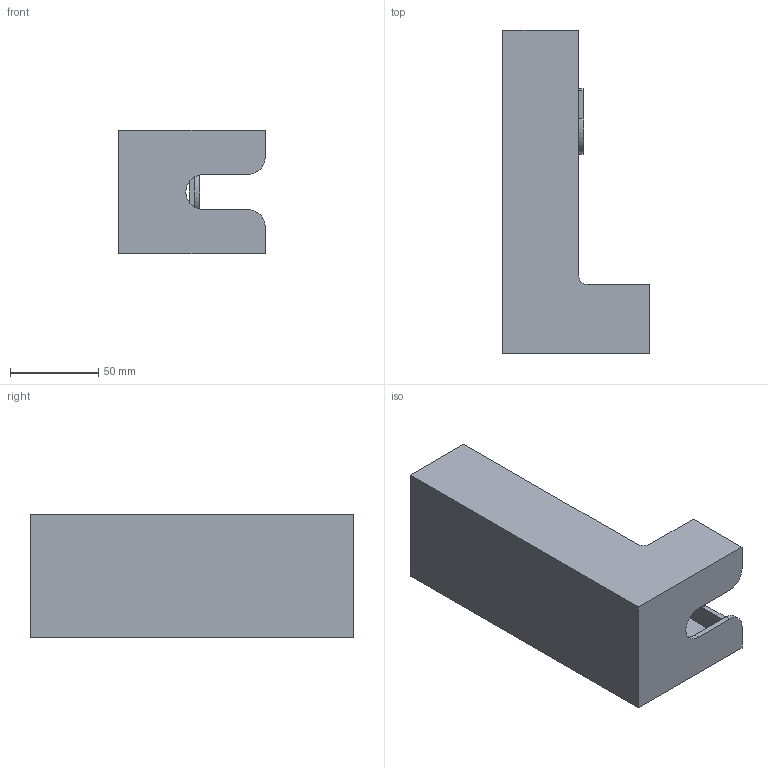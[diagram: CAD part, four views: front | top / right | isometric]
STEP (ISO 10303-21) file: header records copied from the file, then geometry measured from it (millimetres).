
FILE_DESCRIPTION(('Creo Elements/Direct Modeling STEP Export'),'2;1');
FILE_NAME('Cat-Poop-Cat-Face.stp','2023-02-15T12:45:40',(''),(''),'Creo Elements/Direct Modeling STEP processor for AP214 (Solid Model)','Creo Elements/Direct Modeling 20.3A 20-Jun-2020 (C) Parametric Technology GmbH','');
FILE_SCHEMA(('AUTOMOTIVE_DESIGN { 1 0 10303 214 1 1 1 1 }'));
Length unit declared in the file: millimetre
Products named in the file (2): Cat-Poop-Cat-Face
Assembly tree (1 placements, depth 2):
  Cat-Poop-Cat-Face
    Cat-Poop-Cat-Face
Bounding box: 83 x 183 x 70 mm (x, y, z)
Volume: 135777.1 mm3; surface area: 91389.2 mm2
Topology: 1 solids, 1 shells, 75 faces, 188 edges, 119 vertices
Faces by surface type: plane 35, cylinder 30, torus 10
Entity records: 2454 total; most frequent: CARTESIAN_POINT 595, DIRECTION 388, ORIENTED_EDGE 376, EDGE_CURVE 188, AXIS2_PLACEMENT_3D 138, VERTEX_POINT 119, VECTOR 112, LINE 112
